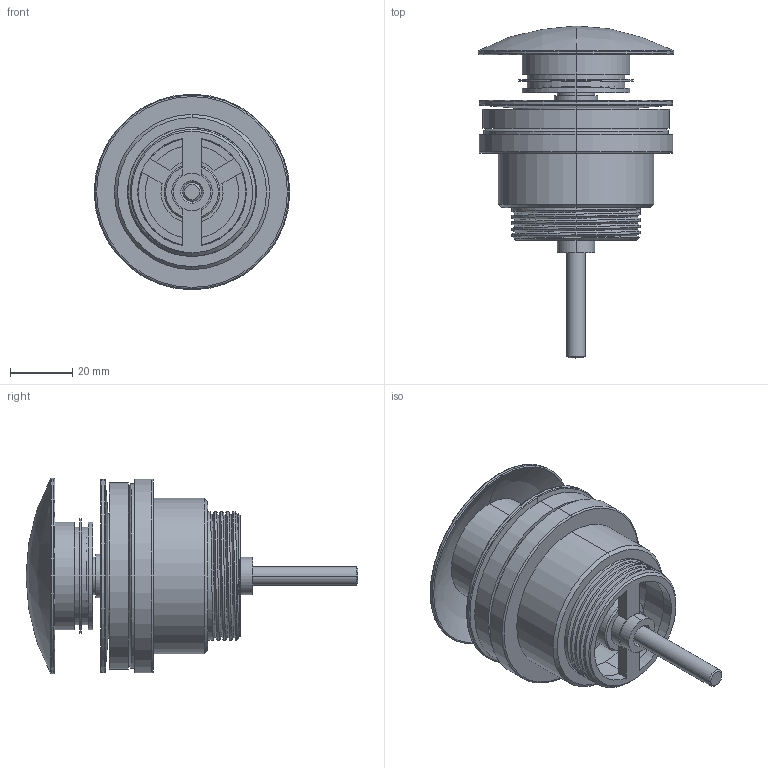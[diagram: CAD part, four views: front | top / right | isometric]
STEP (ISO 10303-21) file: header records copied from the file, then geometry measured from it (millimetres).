
FILE_DESCRIPTION (( 'STEP AP214' ), '1' );
FILE_NAME ('WX001_v10124.STEP', '2024-01-23T11:40:11', ( '' ), ( '' ), 'SwSTEP 2.0', 'SolidWorks 2019', '' );
FILE_SCHEMA (( 'AUTOMOTIVE_DESIGN' ));
Length unit declared in the file: millimetre
Products named in the file (10): MRB004-7.stp; MRB004-2.stp; MRB004-1.stp; MRB004-5.stp; Pop up Waste jc-mrb004_asm.stp; MRB004-8.stp; WX001_v10124; MRB004-6.stp; MRB004-3.stp; MRB004-4.stp
Assembly tree (9 placements, depth 3):
  WX001_v10124
    Pop up Waste jc-mrb004_asm.stp
      MRB004-1.stp
      MRB004-7.stp
      MRB004-5.stp
      MRB004-6.stp
      MRB004-2.stp
      MRB004-4.stp
      MRB004-3.stp
      MRB004-8.stp
Bounding box: 63 x 106.97 x 63 mm (x, y, z)
Volume: 56741 mm3; surface area: 54728.1 mm2
Topology: 8 solids, 8 shells, 204 faces, 448 edges, 283 vertices
Faces by surface type: cylinder 97, plane 61, cone 24, torus 10, bspline 10, sphere 2
Entity records: 8387 total; most frequent: CARTESIAN_POINT 3370, DIRECTION 1043, ORIENTED_EDGE 896, EDGE_CURVE 448, AXIS2_PLACEMENT_3D 428, VERTEX_POINT 283, EDGE_LOOP 247, CIRCLE 221
